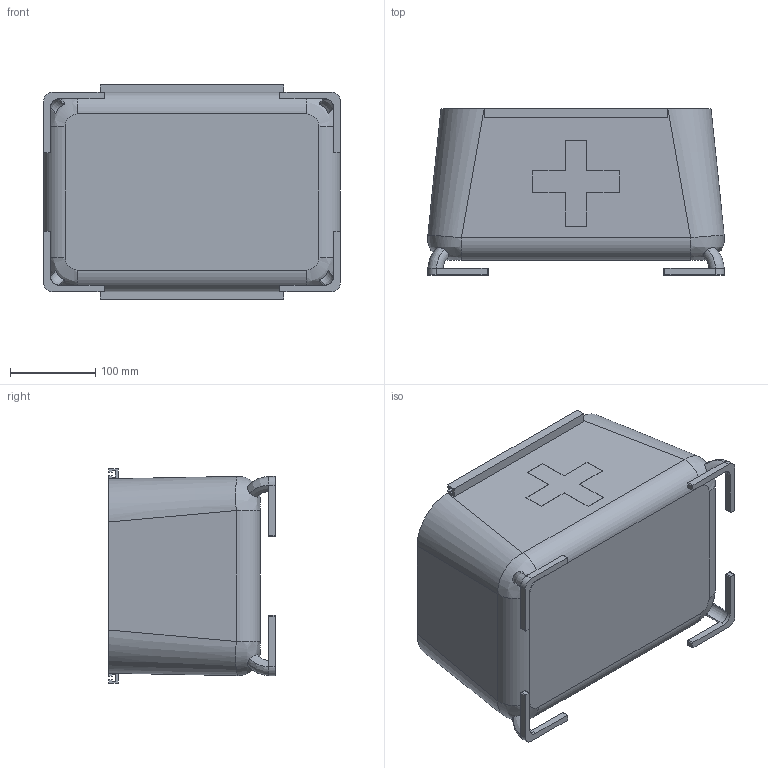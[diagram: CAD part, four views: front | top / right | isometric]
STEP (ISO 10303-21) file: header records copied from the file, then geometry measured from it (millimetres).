
FILE_DESCRIPTION((''),'2;1');
FILE_NAME('BOX_OUTER','2019-06-18T12:25:01',('Tanishq'),(''),'CREO PARAMETRIC BY PTC INC, 2018050','CREO PARAMETRIC BY PTC INC, 2018050','');
FILE_SCHEMA(('CONFIG_CONTROL_DESIGN'));
Length unit declared in the file: inch
Products named in the file (1): BOX_OUTER
Bounding box: 349.04 x 195.58 x 251.99 mm (x, y, z)
Volume: 1800848.8 mm3; surface area: 606583.3 mm2
Topology: 1 solids, 1 shells, 180 faces, 493 edges, 322 vertices
Faces by surface type: plane 116, cylinder 32, bspline 16, revolution 16
Entity records: 7362 total; most frequent: CARTESIAN_POINT 2950, ORIENTED_EDGE 986, DIRECTION 779, EDGE_CURVE 493, VERTEX_POINT 322, VECTOR 303, LINE 303, AXIS2_PLACEMENT_3D 230
